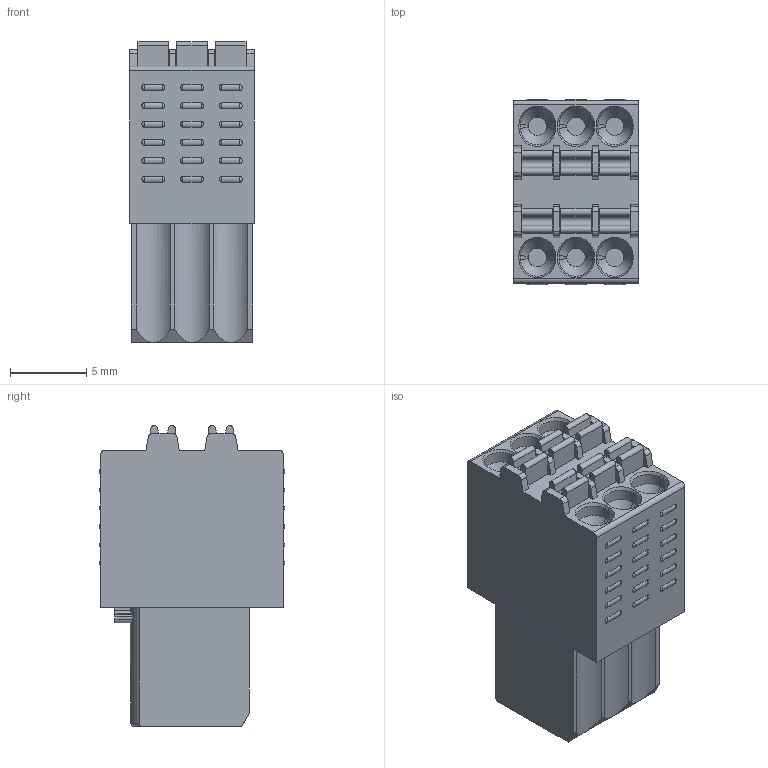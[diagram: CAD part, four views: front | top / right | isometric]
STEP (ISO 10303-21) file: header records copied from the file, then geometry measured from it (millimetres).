
FILE_DESCRIPTION(('FreeCAD Model'),'2;1');
FILE_NAME('DINKLE-0156-1B06.step','2019-10-14T22:30:03',( 'kicad StepUp'),('ksu MCAD'),'Open CASCADE STEP processor 7.3', 'FreeCAD','Unknown');
FILE_SCHEMA(('AUTOMOTIVE_DESIGN { 1 0 10303 214 1 1 1 1 }'));
Length unit declared in the file: millimetre
Products named in the file (1): DINKLE-0156-1B06
Bounding box: 8.18 x 12.15 x 19.71 mm (x, y, z)
Volume: 1428.3 mm3; surface area: 1118 mm2
Topology: 1 solids, 1 shells, 481 faces, 1179 edges, 759 vertices
Faces by surface type: plane 223, cylinder 142, bspline 96, cone 12, torus 8
Entity records: 19081 total; most frequent: CARTESIAN_POINT 8102, ORIENTED_EDGE 2358, DIRECTION 2090, EDGE_CURVE 1179, VERTEX_POINT 759, LINE 748, VECTOR 748, AXIS2_PLACEMENT_3D 671
